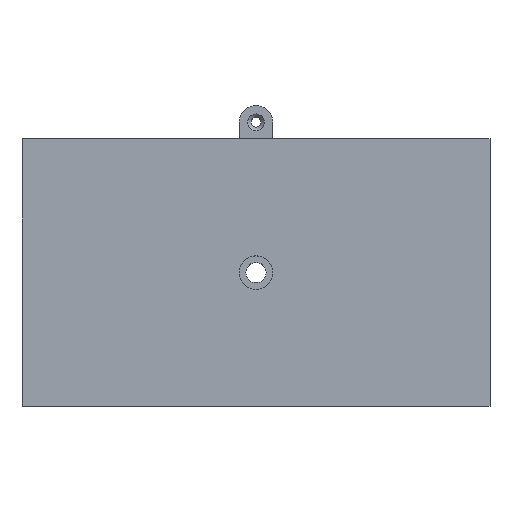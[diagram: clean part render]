
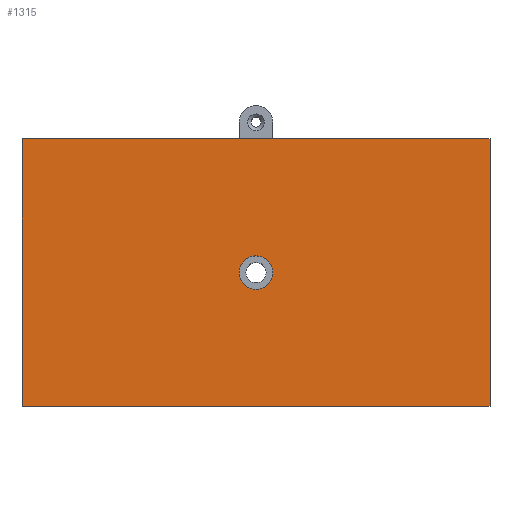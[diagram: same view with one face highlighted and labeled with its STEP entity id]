
A CAD part, top view. The second image highlights one B-rep face of the part: STEP entity #1315.
In plain terms, the highlighted planar face has unit normal (0, 0, 1).
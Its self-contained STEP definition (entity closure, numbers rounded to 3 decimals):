
#46=FACE_BOUND('',#212,.T.);
#62=CIRCLE('',#1416,2.5);
#132=FACE_OUTER_BOUND('',#211,.T.);
#211=EDGE_LOOP('',(#1182,#1183,#1184,#1185));
#212=EDGE_LOOP('',(#1186));
#343=LINE('',#2073,#504);
#360=LINE('',#2117,#521);
#372=LINE('',#2139,#533);
#373=LINE('',#2141,#534);
#504=VECTOR('',#1704,10.);
#521=VECTOR('',#1741,10.);
#533=VECTOR('',#1765,10.);
#534=VECTOR('',#1768,10.);
#630=VERTEX_POINT('',#2070);
#631=VERTEX_POINT('',#2072);
#635=VERTEX_POINT('',#2084);
#647=VERTEX_POINT('',#2114);
#648=VERTEX_POINT('',#2116);
#796=EDGE_CURVE('',#631,#630,#343,.T.);
#802=EDGE_CURVE('',#635,#635,#62,.T.);
#817=EDGE_CURVE('',#648,#647,#360,.T.);
#829=EDGE_CURVE('',#647,#631,#372,.T.);
#830=EDGE_CURVE('',#630,#648,#373,.T.);
#1182=ORIENTED_EDGE('',*,*,#796,.T.);
#1183=ORIENTED_EDGE('',*,*,#830,.T.);
#1184=ORIENTED_EDGE('',*,*,#817,.T.);
#1185=ORIENTED_EDGE('',*,*,#829,.T.);
#1186=ORIENTED_EDGE('',*,*,#802,.T.);
#1246=PLANE('',#1429);
#1315=ADVANCED_FACE('',(#132,#46),#1246,.T.);
#1416=AXIS2_PLACEMENT_3D('',#2085,#1716,#1717);
#1429=AXIS2_PLACEMENT_3D('',#2142,#1769,#1770);
#1704=DIRECTION('',(1.,0.,0.));
#1716=DIRECTION('center_axis',(0.,0.,-1.));
#1717=DIRECTION('ref_axis',(-1.,0.,0.));
#1741=DIRECTION('',(-1.,0.,0.));
#1765=DIRECTION('',(0.,-1.,0.));
#1768=DIRECTION('',(0.,1.,0.));
#1769=DIRECTION('center_axis',(0.,0.,1.));
#1770=DIRECTION('ref_axis',(1.,0.,0.));
#2070=CARTESIAN_POINT('',(70.,-55.,7.));
#2072=CARTESIAN_POINT('',(0.,-55.,7.));
#2073=CARTESIAN_POINT('',(70.,-55.,7.));
#2084=CARTESIAN_POINT('',(37.5,-35.,7.));
#2085=CARTESIAN_POINT('Origin',(35.,-35.,7.));
#2114=CARTESIAN_POINT('',(0.,-15.,7.));
#2116=CARTESIAN_POINT('',(70.,-15.,7.));
#2117=CARTESIAN_POINT('',(0.,-15.,7.));
#2139=CARTESIAN_POINT('',(0.,-55.,7.));
#2141=CARTESIAN_POINT('',(70.,-15.,7.));
#2142=CARTESIAN_POINT('Origin',(35.,-35.,7.));
